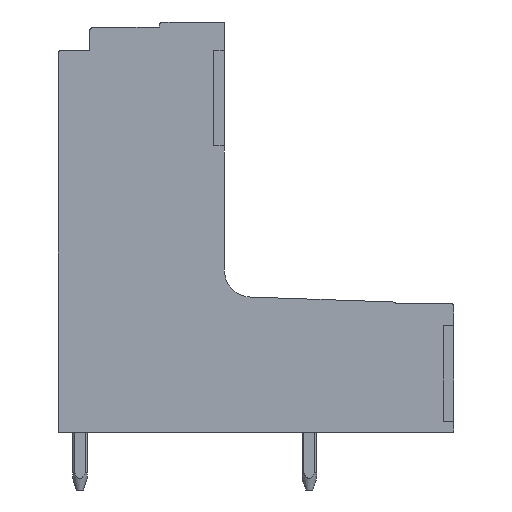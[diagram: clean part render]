
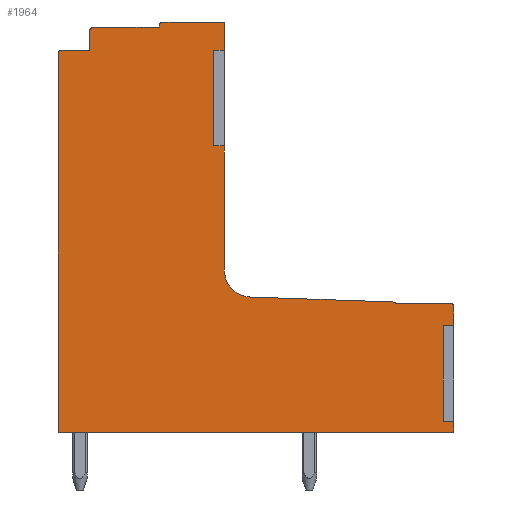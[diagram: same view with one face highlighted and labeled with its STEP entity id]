
A CAD part, left-side view. The second image highlights one B-rep face of the part: STEP entity #1964.
In plain terms, the highlighted planar face has unit normal (-1, 0, 0).
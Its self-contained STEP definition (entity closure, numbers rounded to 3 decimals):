
#1806=AXIS2_PLACEMENT_3D('Circle Axis2P3D',#1804,#1805,$) ;
#1819=AXIS2_PLACEMENT_3D('Plane Axis2P3D',#1816,#1817,#1818) ;
#1830=AXIS2_PLACEMENT_3D('Circle Axis2P3D',#1828,#1829,$) ;
#1844=AXIS2_PLACEMENT_3D('Circle Axis2P3D',#1842,#1843,$) ;
#1858=AXIS2_PLACEMENT_3D('Circle Axis2P3D',#1856,#1857,$) ;
#1870=AXIS2_PLACEMENT_3D('Circle Axis2P3D',#1868,#1869,$) ;
#1891=AXIS2_PLACEMENT_3D('Circle Axis2P3D',#1889,#1890,$) ;
#1912=AXIS2_PLACEMENT_3D('Circle Axis2P3D',#1910,#1911,$) ;
#36=CARTESIAN_POINT('Line Origine',(0.3,0.3,9.1)) ;
#40=CARTESIAN_POINT('Vertex',(0.3,0.,9.1)) ;
#42=CARTESIAN_POINT('Vertex',(0.3,0.6,9.1)) ;
#76=CARTESIAN_POINT('Line Origine',(0.3,0.6,6.45)) ;
#80=CARTESIAN_POINT('Vertex',(0.3,0.6,3.8)) ;
#135=CARTESIAN_POINT('Vertex',(0.3,0.,3.8)) ;
#155=CARTESIAN_POINT('Line Origine',(0.3,0.3,3.8)) ;
#172=CARTESIAN_POINT('Line Origine',(0.3,13.,24.34)) ;
#176=CARTESIAN_POINT('Vertex',(0.3,12.7,24.34)) ;
#178=CARTESIAN_POINT('Vertex',(0.3,13.3,24.34)) ;
#212=CARTESIAN_POINT('Line Origine',(0.3,13.3,21.69)) ;
#216=CARTESIAN_POINT('Vertex',(0.3,13.3,19.04)) ;
#266=CARTESIAN_POINT('Vertex',(0.3,12.7,19.04)) ;
#286=CARTESIAN_POINT('Line Origine',(0.3,13.,19.04)) ;
#977=CARTESIAN_POINT('Vertex',(0.3,12.7,25.8)) ;
#980=CARTESIAN_POINT('Line Origine',(0.3,12.7,25.07)) ;
#985=CARTESIAN_POINT('Line Origine',(0.3,12.7,15.61)) ;
#989=CARTESIAN_POINT('Vertex',(0.3,12.7,12.179)) ;
#1801=CARTESIAN_POINT('Vertex',(0.3,12.8,25.9)) ;
#1804=CARTESIAN_POINT('Axis2P3D Location',(0.3,12.8,25.8)) ;
#1816=CARTESIAN_POINT('Axis2P3D Location',(0.3,0.,0.)) ;
#1821=CARTESIAN_POINT('Line Origine',(0.3,0.,9.65)) ;
#1825=CARTESIAN_POINT('Vertex',(0.3,0.,10.2)) ;
#1828=CARTESIAN_POINT('Axis2P3D Location',(0.3,0.1,10.2)) ;
#1832=CARTESIAN_POINT('Vertex',(0.3,0.1,10.3)) ;
#1835=CARTESIAN_POINT('Line Origine',(0.3,1.65,10.3)) ;
#1839=CARTESIAN_POINT('Vertex',(0.3,3.2,10.3)) ;
#1842=CARTESIAN_POINT('Axis2P3D Location',(0.3,3.406,10.152)) ;
#1846=CARTESIAN_POINT('Vertex',(0.3,3.397,10.406)) ;
#1849=CARTESIAN_POINT('Line Origine',(0.3,7.325,10.543)) ;
#1853=CARTESIAN_POINT('Vertex',(0.3,11.252,10.68)) ;
#1856=CARTESIAN_POINT('Axis2P3D Location',(0.3,11.2,12.179)) ;
#1861=CARTESIAN_POINT('Line Origine',(0.3,14.45,25.9)) ;
#1865=CARTESIAN_POINT('Vertex',(0.3,16.1,25.9)) ;
#1868=CARTESIAN_POINT('Axis2P3D Location',(0.3,16.1,25.7)) ;
#1872=CARTESIAN_POINT('Vertex',(0.3,16.3,25.7)) ;
#1875=CARTESIAN_POINT('Line Origine',(0.3,16.3,25.65)) ;
#1879=CARTESIAN_POINT('Vertex',(0.3,16.3,25.6)) ;
#1882=CARTESIAN_POINT('Line Origine',(0.3,18.125,25.6)) ;
#1886=CARTESIAN_POINT('Vertex',(0.3,19.95,25.6)) ;
#1889=CARTESIAN_POINT('Axis2P3D Location',(0.3,19.95,25.4)) ;
#1893=CARTESIAN_POINT('Vertex',(0.3,20.15,25.4)) ;
#1896=CARTESIAN_POINT('Line Origine',(0.3,20.15,24.87)) ;
#1900=CARTESIAN_POINT('Vertex',(0.3,20.15,24.34)) ;
#1903=CARTESIAN_POINT('Line Origine',(0.3,20.925,24.34)) ;
#1907=CARTESIAN_POINT('Vertex',(0.3,21.7,24.34)) ;
#1910=CARTESIAN_POINT('Axis2P3D Location',(0.3,21.7,24.14)) ;
#1914=CARTESIAN_POINT('Vertex',(0.3,21.9,24.14)) ;
#1917=CARTESIAN_POINT('Line Origine',(0.3,21.9,13.67)) ;
#1921=CARTESIAN_POINT('Vertex',(0.3,21.9,3.2)) ;
#1924=CARTESIAN_POINT('Line Origine',(0.3,10.95,3.2)) ;
#1928=CARTESIAN_POINT('Vertex',(0.3,0.,3.2)) ;
#1931=CARTESIAN_POINT('Line Origine',(0.3,0.,3.5)) ;
#37=DIRECTION('Vector Direction',(0.,-1.,0.)) ;
#77=DIRECTION('Vector Direction',(0.,0.,1.)) ;
#156=DIRECTION('Vector Direction',(0.,1.,0.)) ;
#173=DIRECTION('Vector Direction',(0.,-1.,0.)) ;
#213=DIRECTION('Vector Direction',(0.,0.,1.)) ;
#287=DIRECTION('Vector Direction',(0.,1.,0.)) ;
#981=DIRECTION('Vector Direction',(0.,0.,-1.)) ;
#986=DIRECTION('Vector Direction',(0.,0.,-1.)) ;
#1805=DIRECTION('Axis2P3D Direction',(-1.,0.,0.)) ;
#1817=DIRECTION('Axis2P3D Direction',(-1.,0.,0.)) ;
#1818=DIRECTION('Axis2P3D XDirection',(0.,0.,1.)) ;
#1822=DIRECTION('Vector Direction',(0.,0.,-1.)) ;
#1829=DIRECTION('Axis2P3D Direction',(-1.,0.,0.)) ;
#1836=DIRECTION('Vector Direction',(0.,-1.,0.)) ;
#1843=DIRECTION('Axis2P3D Direction',(-1.,0.,0.)) ;
#1850=DIRECTION('Vector Direction',(0.,-0.999,-0.035)) ;
#1857=DIRECTION('Axis2P3D Direction',(-1.,0.,0.)) ;
#1862=DIRECTION('Vector Direction',(0.,-1.,0.)) ;
#1869=DIRECTION('Axis2P3D Direction',(-1.,0.,0.)) ;
#1876=DIRECTION('Vector Direction',(0.,0.,1.)) ;
#1883=DIRECTION('Vector Direction',(0.,-1.,0.)) ;
#1890=DIRECTION('Axis2P3D Direction',(-1.,0.,0.)) ;
#1897=DIRECTION('Vector Direction',(0.,0.,1.)) ;
#1904=DIRECTION('Vector Direction',(0.,-1.,0.)) ;
#1911=DIRECTION('Axis2P3D Direction',(-1.,0.,0.)) ;
#1918=DIRECTION('Vector Direction',(0.,0.,1.)) ;
#1925=DIRECTION('Vector Direction',(0.,1.,0.)) ;
#1932=DIRECTION('Vector Direction',(0.,0.,-1.)) ;
#38=VECTOR('Line Direction',#37,1.) ;
#78=VECTOR('Line Direction',#77,1.) ;
#157=VECTOR('Line Direction',#156,1.) ;
#174=VECTOR('Line Direction',#173,1.) ;
#214=VECTOR('Line Direction',#213,1.) ;
#288=VECTOR('Line Direction',#287,1.) ;
#982=VECTOR('Line Direction',#981,1.) ;
#987=VECTOR('Line Direction',#986,1.) ;
#1823=VECTOR('Line Direction',#1822,1.) ;
#1837=VECTOR('Line Direction',#1836,1.) ;
#1851=VECTOR('Line Direction',#1850,1.) ;
#1863=VECTOR('Line Direction',#1862,1.) ;
#1877=VECTOR('Line Direction',#1876,1.) ;
#1884=VECTOR('Line Direction',#1883,1.) ;
#1898=VECTOR('Line Direction',#1897,1.) ;
#1905=VECTOR('Line Direction',#1904,1.) ;
#1919=VECTOR('Line Direction',#1918,1.) ;
#1926=VECTOR('Line Direction',#1925,1.) ;
#1933=VECTOR('Line Direction',#1932,1.) ;
#1937=ORIENTED_EDGE('',*,*,#1827,.T.) ;
#1938=ORIENTED_EDGE('',*,*,#1834,.T.) ;
#1939=ORIENTED_EDGE('',*,*,#1841,.T.) ;
#1940=ORIENTED_EDGE('',*,*,#1848,.T.) ;
#1941=ORIENTED_EDGE('',*,*,#1855,.T.) ;
#1942=ORIENTED_EDGE('',*,*,#1860,.T.) ;
#1943=ORIENTED_EDGE('',*,*,#991,.T.) ;
#1944=ORIENTED_EDGE('',*,*,#290,.F.) ;
#1945=ORIENTED_EDGE('',*,*,#218,.F.) ;
#1946=ORIENTED_EDGE('',*,*,#180,.F.) ;
#1947=ORIENTED_EDGE('',*,*,#984,.T.) ;
#1948=ORIENTED_EDGE('',*,*,#1808,.T.) ;
#1949=ORIENTED_EDGE('',*,*,#1867,.T.) ;
#1950=ORIENTED_EDGE('',*,*,#1874,.T.) ;
#1951=ORIENTED_EDGE('',*,*,#1881,.T.) ;
#1952=ORIENTED_EDGE('',*,*,#1888,.T.) ;
#1953=ORIENTED_EDGE('',*,*,#1895,.T.) ;
#1954=ORIENTED_EDGE('',*,*,#1902,.T.) ;
#1955=ORIENTED_EDGE('',*,*,#1909,.T.) ;
#1956=ORIENTED_EDGE('',*,*,#1916,.T.) ;
#1957=ORIENTED_EDGE('',*,*,#1923,.T.) ;
#1958=ORIENTED_EDGE('',*,*,#1930,.T.) ;
#1959=ORIENTED_EDGE('',*,*,#1935,.T.) ;
#1960=ORIENTED_EDGE('',*,*,#159,.F.) ;
#1961=ORIENTED_EDGE('',*,*,#82,.F.) ;
#1962=ORIENTED_EDGE('',*,*,#44,.F.) ;
#1964=ADVANCED_FACE('HOUSING',(#1963),#1820,.T.) ;
#1807=CIRCLE('generated circle',#1806,0.1) ;
#1831=CIRCLE('generated circle',#1830,0.1) ;
#1845=CIRCLE('generated circle',#1844,0.253) ;
#1859=CIRCLE('generated circle',#1858,1.5) ;
#1871=CIRCLE('generated circle',#1870,0.2) ;
#1892=CIRCLE('generated circle',#1891,0.2) ;
#1913=CIRCLE('generated circle',#1912,0.2) ;
#44=EDGE_CURVE('',#41,#43,#39,.F.) ;
#82=EDGE_CURVE('',#43,#81,#79,.F.) ;
#159=EDGE_CURVE('',#81,#136,#158,.F.) ;
#180=EDGE_CURVE('',#177,#179,#175,.F.) ;
#218=EDGE_CURVE('',#179,#217,#215,.F.) ;
#290=EDGE_CURVE('',#217,#267,#289,.F.) ;
#984=EDGE_CURVE('',#177,#978,#983,.F.) ;
#991=EDGE_CURVE('',#990,#267,#988,.F.) ;
#1808=EDGE_CURVE('',#978,#1802,#1807,.T.) ;
#1827=EDGE_CURVE('',#41,#1826,#1824,.F.) ;
#1834=EDGE_CURVE('',#1826,#1833,#1831,.T.) ;
#1841=EDGE_CURVE('',#1833,#1840,#1838,.F.) ;
#1848=EDGE_CURVE('',#1840,#1847,#1845,.T.) ;
#1855=EDGE_CURVE('',#1847,#1854,#1852,.F.) ;
#1860=EDGE_CURVE('',#1854,#990,#1859,.F.) ;
#1867=EDGE_CURVE('',#1802,#1866,#1864,.F.) ;
#1874=EDGE_CURVE('',#1866,#1873,#1871,.T.) ;
#1881=EDGE_CURVE('',#1873,#1880,#1878,.F.) ;
#1888=EDGE_CURVE('',#1880,#1887,#1885,.F.) ;
#1895=EDGE_CURVE('',#1887,#1894,#1892,.T.) ;
#1902=EDGE_CURVE('',#1894,#1901,#1899,.F.) ;
#1909=EDGE_CURVE('',#1901,#1908,#1906,.F.) ;
#1916=EDGE_CURVE('',#1908,#1915,#1913,.T.) ;
#1923=EDGE_CURVE('',#1915,#1922,#1920,.F.) ;
#1930=EDGE_CURVE('',#1922,#1929,#1927,.F.) ;
#1935=EDGE_CURVE('',#1929,#136,#1934,.F.) ;
#1936=EDGE_LOOP('',(#1937,#1938,#1939,#1940,#1941,#1942,#1943,#1944,#1945,#1946,#1947,#1948,#1949,#1950,#1951,#1952,#1953,#1954,#1955,#1956,#1957,#1958,#1959,#1960,#1961,#1962)) ;
#1963=FACE_OUTER_BOUND('',#1936,.T.) ;
#39=LINE('Line',#36,#38) ;
#79=LINE('Line',#76,#78) ;
#158=LINE('Line',#155,#157) ;
#175=LINE('Line',#172,#174) ;
#215=LINE('Line',#212,#214) ;
#289=LINE('Line',#286,#288) ;
#983=LINE('Line',#980,#982) ;
#988=LINE('Line',#985,#987) ;
#1824=LINE('Line',#1821,#1823) ;
#1838=LINE('Line',#1835,#1837) ;
#1852=LINE('Line',#1849,#1851) ;
#1864=LINE('Line',#1861,#1863) ;
#1878=LINE('Line',#1875,#1877) ;
#1885=LINE('Line',#1882,#1884) ;
#1899=LINE('Line',#1896,#1898) ;
#1906=LINE('Line',#1903,#1905) ;
#1920=LINE('Line',#1917,#1919) ;
#1927=LINE('Line',#1924,#1926) ;
#1934=LINE('Line',#1931,#1933) ;
#1820=PLANE('',#1819) ;
#41=VERTEX_POINT('',#40) ;
#43=VERTEX_POINT('',#42) ;
#81=VERTEX_POINT('',#80) ;
#136=VERTEX_POINT('',#135) ;
#177=VERTEX_POINT('',#176) ;
#179=VERTEX_POINT('',#178) ;
#217=VERTEX_POINT('',#216) ;
#267=VERTEX_POINT('',#266) ;
#978=VERTEX_POINT('',#977) ;
#990=VERTEX_POINT('',#989) ;
#1802=VERTEX_POINT('',#1801) ;
#1826=VERTEX_POINT('',#1825) ;
#1833=VERTEX_POINT('',#1832) ;
#1840=VERTEX_POINT('',#1839) ;
#1847=VERTEX_POINT('',#1846) ;
#1854=VERTEX_POINT('',#1853) ;
#1866=VERTEX_POINT('',#1865) ;
#1873=VERTEX_POINT('',#1872) ;
#1880=VERTEX_POINT('',#1879) ;
#1887=VERTEX_POINT('',#1886) ;
#1894=VERTEX_POINT('',#1893) ;
#1901=VERTEX_POINT('',#1900) ;
#1908=VERTEX_POINT('',#1907) ;
#1915=VERTEX_POINT('',#1914) ;
#1922=VERTEX_POINT('',#1921) ;
#1929=VERTEX_POINT('',#1928) ;
